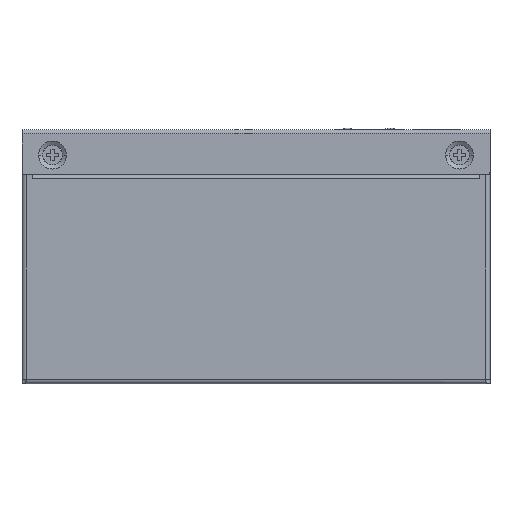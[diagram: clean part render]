
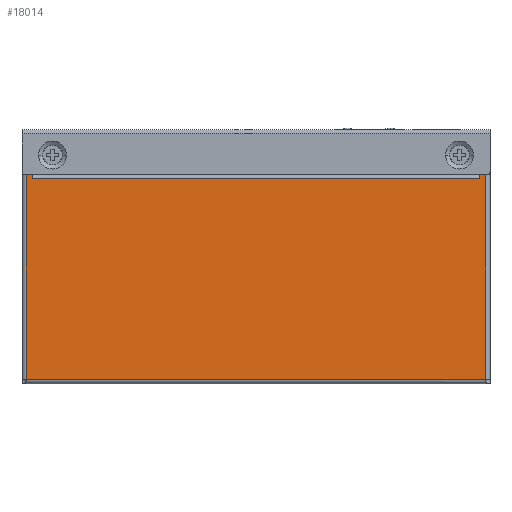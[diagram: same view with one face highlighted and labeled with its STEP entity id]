
A CAD part, front view. The second image highlights one B-rep face of the part: STEP entity #18014.
In plain terms, the highlighted planar face has unit normal (0, -1, 0).
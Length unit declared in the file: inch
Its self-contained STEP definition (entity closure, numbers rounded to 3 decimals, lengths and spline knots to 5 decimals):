
#84 = ORIENTED_EDGE ( 'NONE', *, *, #7646, .F. ) ;
#366 = LINE ( 'NONE', #18503, #13987 ) ;
#570 = VECTOR ( 'NONE', #5811, 39.37008 ) ;
#1277 = CARTESIAN_POINT ( 'NONE',  ( 2.22441, -0.19685, -1.18898 ) ) ;
#1329 = CARTESIAN_POINT ( 'NONE',  ( 2.22441, -0.19685, -1.18898 ) ) ;
#1406 = EDGE_CURVE ( 'NONE', #17174, #8690, #366, .T. ) ;
#1417 = LINE ( 'NONE', #5912, #14730 ) ;
#1679 = ORIENTED_EDGE ( 'NONE', *, *, #13502, .F. ) ;
#2043 = CARTESIAN_POINT ( 'NONE',  ( 2.16535, -0.19685, 0.75591 ) ) ;
#2615 = DIRECTION ( 'NONE',  ( 0., 0., -1. ) ) ;
#2620 = CARTESIAN_POINT ( 'NONE',  ( -2.16535, -0.19685, 0.75591 ) ) ;
#2858 = VERTEX_POINT ( 'NONE', #10507 ) ;
#3161 = VERTEX_POINT ( 'NONE', #11086 ) ;
#3166 = LINE ( 'NONE', #17586, #18045 ) ;
#3488 = DIRECTION ( 'NONE',  ( 0., 0., -1. ) ) ;
#3885 = VECTOR ( 'NONE', #2615, 39.37008 ) ;
#4054 = DIRECTION ( 'NONE',  ( -1., 0., 0. ) ) ;
#4101 = VERTEX_POINT ( 'NONE', #2043 ) ;
#4436 = CARTESIAN_POINT ( 'NONE',  ( 2.22441, -0.19685, -1.18701 ) ) ;
#4660 = DIRECTION ( 'NONE',  ( 0., 0., -1. ) ) ;
#4865 = VECTOR ( 'NONE', #12239, 39.37008 ) ;
#5178 = EDGE_CURVE ( 'NONE', #4101, #13124, #20381, .T. ) ;
#5475 = CARTESIAN_POINT ( 'NONE',  ( 2.22441, -0.19685, 0.79528 ) ) ;
#5493 = CARTESIAN_POINT ( 'NONE',  ( 2.22441, -0.19685, -1.18701 ) ) ;
#5541 = ORIENTED_EDGE ( 'NONE', *, *, #16113, .T. ) ;
#5606 = CARTESIAN_POINT ( 'NONE',  ( 2.16535, -0.19685, 0.79528 ) ) ;
#5811 = DIRECTION ( 'NONE',  ( -1., 0., 0. ) ) ;
#5912 = CARTESIAN_POINT ( 'NONE',  ( 2.16535, -0.19685, 0.75591 ) ) ;
#6494 = VERTEX_POINT ( 'NONE', #1277 ) ;
#6615 = DIRECTION ( 'NONE',  ( 0., 0., 1. ) ) ;
#7157 = VERTEX_POINT ( 'NONE', #5493 ) ;
#7195 = CARTESIAN_POINT ( 'NONE',  ( -2.16535, -0.19685, 0.79528 ) ) ;
#7435 = LINE ( 'NONE', #5606, #4865 ) ;
#7511 = ORIENTED_EDGE ( 'NONE', *, *, #10831, .F. ) ;
#7646 = EDGE_CURVE ( 'NONE', #8444, #17174, #8118, .T. ) ;
#8118 = LINE ( 'NONE', #14734, #9815 ) ;
#8444 = VERTEX_POINT ( 'NONE', #14483 ) ;
#8690 = VERTEX_POINT ( 'NONE', #7195 ) ;
#9113 = CARTESIAN_POINT ( 'NONE',  ( -2.16535, -0.19685, 0.75591 ) ) ;
#9594 = ORIENTED_EDGE ( 'NONE', *, *, #9705, .T. ) ;
#9705 = EDGE_CURVE ( 'NONE', #8444, #3161, #3166, .T. ) ;
#9815 = VECTOR ( 'NONE', #6615, 39.37008 ) ;
#10507 = CARTESIAN_POINT ( 'NONE',  ( 2.16535, -0.19685, 0.79528 ) ) ;
#10831 = EDGE_CURVE ( 'NONE', #2858, #12596, #7435, .T. ) ;
#11086 = CARTESIAN_POINT ( 'NONE',  ( -2.22441, -0.19685, -1.18898 ) ) ;
#11391 = VECTOR ( 'NONE', #18602, 39.37008 ) ;
#12154 = AXIS2_PLACEMENT_3D ( 'NONE', #16316, #18227, #3488 ) ;
#12169 = CARTESIAN_POINT ( 'NONE',  ( 2.16535, -0.19685, 0.75591 ) ) ;
#12239 = DIRECTION ( 'NONE',  ( 1., 0., 0. ) ) ;
#12257 = EDGE_CURVE ( 'NONE', #7157, #6494, #12666, .T. ) ;
#12535 = DIRECTION ( 'NONE',  ( 0., 0., 1. ) ) ;
#12596 = VERTEX_POINT ( 'NONE', #5475 ) ;
#12666 = LINE ( 'NONE', #4436, #3885 ) ;
#12969 = ORIENTED_EDGE ( 'NONE', *, *, #13445, .F. ) ;
#13016 = FACE_OUTER_BOUND ( 'NONE', #20408, .T. ) ;
#13124 = VERTEX_POINT ( 'NONE', #2620 ) ;
#13445 = EDGE_CURVE ( 'NONE', #12596, #7157, #13511, .T. ) ;
#13502 = EDGE_CURVE ( 'NONE', #4101, #2858, #1417, .T. ) ;
#13511 = LINE ( 'NONE', #16785, #14404 ) ;
#13546 = ORIENTED_EDGE ( 'NONE', *, *, #1406, .F. ) ;
#13708 = DIRECTION ( 'NONE',  ( 0., 0., -1. ) ) ;
#13987 = VECTOR ( 'NONE', #20001, 39.37008 ) ;
#14404 = VECTOR ( 'NONE', #13708, 39.37008 ) ;
#14483 = CARTESIAN_POINT ( 'NONE',  ( -2.22441, -0.19685, -1.18701 ) ) ;
#14730 = VECTOR ( 'NONE', #12535, 39.37008 ) ;
#14734 = CARTESIAN_POINT ( 'NONE',  ( -2.22441, -0.19685, -1.18701 ) ) ;
#14967 = VECTOR ( 'NONE', #4054, 39.37008 ) ;
#15529 = LINE ( 'NONE', #1329, #570 ) ;
#15568 = ORIENTED_EDGE ( 'NONE', *, *, #5178, .T. ) ;
#16113 = EDGE_CURVE ( 'NONE', #13124, #8690, #20311, .T. ) ;
#16316 = CARTESIAN_POINT ( 'NONE',  ( -2.26378, -0.19685, 1.18898 ) ) ;
#16785 = CARTESIAN_POINT ( 'NONE',  ( 2.22441, -0.19685, 0.79528 ) ) ;
#16815 = CARTESIAN_POINT ( 'NONE',  ( -2.22441, -0.19685, 0.79528 ) ) ;
#17174 = VERTEX_POINT ( 'NONE', #16815 ) ;
#17586 = CARTESIAN_POINT ( 'NONE',  ( -2.22441, -0.19685, -1.18701 ) ) ;
#18014 = ADVANCED_FACE ( 'NONE', ( #13016 ), #21114, .T. ) ;
#18045 = VECTOR ( 'NONE', #4660, 39.37008 ) ;
#18227 = DIRECTION ( 'NONE',  ( 0., -1., 0. ) ) ;
#18503 = CARTESIAN_POINT ( 'NONE',  ( -2.22441, -0.19685, 0.79528 ) ) ;
#18560 = EDGE_CURVE ( 'NONE', #6494, #3161, #15529, .T. ) ;
#18602 = DIRECTION ( 'NONE',  ( 0., 0., 1. ) ) ;
#19152 = ORIENTED_EDGE ( 'NONE', *, *, #18560, .F. ) ;
#20001 = DIRECTION ( 'NONE',  ( 1., 0., 0. ) ) ;
#20311 = LINE ( 'NONE', #9113, #11391 ) ;
#20319 = ORIENTED_EDGE ( 'NONE', *, *, #12257, .F. ) ;
#20381 = LINE ( 'NONE', #12169, #14967 ) ;
#20408 = EDGE_LOOP ( 'NONE', ( #5541, #13546, #84, #9594, #19152, #20319, #12969, #7511, #1679, #15568 ) ) ;
#21114 = PLANE ( 'NONE',  #12154 ) ;
